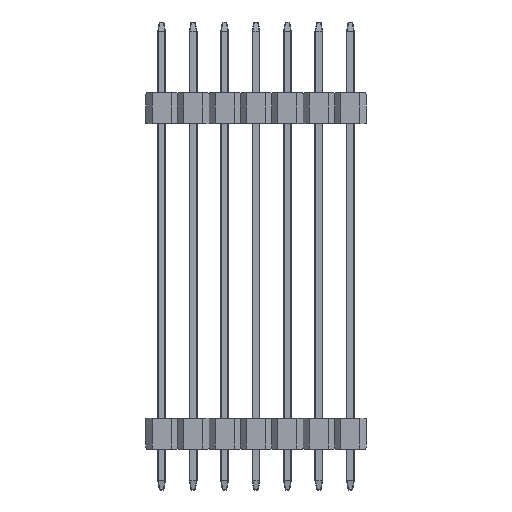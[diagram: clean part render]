
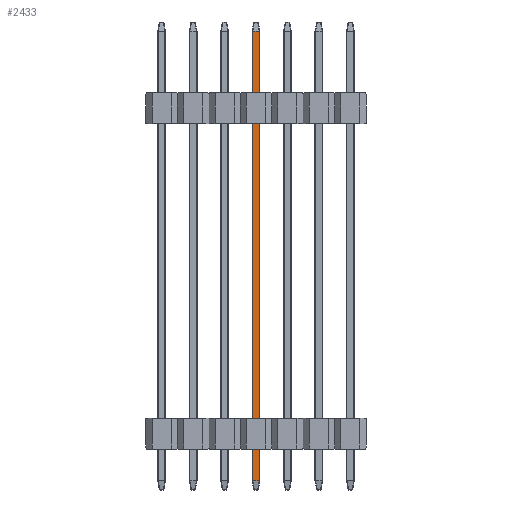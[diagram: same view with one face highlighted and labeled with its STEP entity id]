
A CAD part, front view. The second image highlights one B-rep face of the part: STEP entity #2433.
In plain terms, the highlighted planar face has unit normal (0, -1, 0).
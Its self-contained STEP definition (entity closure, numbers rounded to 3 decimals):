
#293=FACE_OUTER_BOUND('',#421,.T.);
#421=EDGE_LOOP('',(#1783,#1784,#1785,#1786,#1787,#1788,#1789,#1790));
#525=LINE('',#3474,#837);
#532=LINE('',#3488,#844);
#543=LINE('',#3513,#855);
#551=LINE('',#3528,#863);
#579=LINE('',#3581,#891);
#610=LINE('',#3638,#922);
#613=LINE('',#3644,#925);
#614=LINE('',#3645,#926);
#837=VECTOR('',#2811,10.);
#844=VECTOR('',#2822,10.);
#855=VECTOR('',#2839,10.);
#863=VECTOR('',#2851,10.);
#891=VECTOR('',#2899,10.);
#922=VECTOR('',#2950,10.);
#925=VECTOR('',#2959,10.);
#926=VECTOR('',#2960,10.);
#1149=VERTEX_POINT('',#3471);
#1150=VERTEX_POINT('',#3473);
#1155=VERTEX_POINT('',#3486);
#1165=VERTEX_POINT('',#3510);
#1166=VERTEX_POINT('',#3512);
#1170=VERTEX_POINT('',#3523);
#1186=VERTEX_POINT('',#3579);
#1201=VERTEX_POINT('',#3633);
#1341=EDGE_CURVE('',#1149,#1150,#525,.T.);
#1348=EDGE_CURVE('',#1155,#1149,#532,.T.);
#1359=EDGE_CURVE('',#1165,#1166,#543,.T.);
#1367=EDGE_CURVE('',#1166,#1170,#551,.T.);
#1395=EDGE_CURVE('',#1186,#1165,#579,.T.);
#1426=EDGE_CURVE('',#1150,#1201,#610,.T.);
#1429=EDGE_CURVE('',#1201,#1186,#613,.T.);
#1430=EDGE_CURVE('',#1170,#1155,#614,.T.);
#1783=ORIENTED_EDGE('',*,*,#1367,.F.);
#1784=ORIENTED_EDGE('',*,*,#1359,.F.);
#1785=ORIENTED_EDGE('',*,*,#1395,.F.);
#1786=ORIENTED_EDGE('',*,*,#1429,.F.);
#1787=ORIENTED_EDGE('',*,*,#1426,.F.);
#1788=ORIENTED_EDGE('',*,*,#1341,.F.);
#1789=ORIENTED_EDGE('',*,*,#1348,.F.);
#1790=ORIENTED_EDGE('',*,*,#1430,.F.);
#2305=PLANE('',#2660);
#2433=ADVANCED_FACE('',(#293),#2305,.T.);
#2660=AXIS2_PLACEMENT_3D('',#3643,#2957,#2958);
#2811=DIRECTION('',(0.,0.,-1.));
#2822=DIRECTION('',(0.371,0.,-0.928));
#2839=DIRECTION('',(0.,0.,1.));
#2851=DIRECTION('',(0.371,0.,0.928));
#2899=DIRECTION('',(-0.371,0.,0.928));
#2950=DIRECTION('',(-0.371,0.,-0.928));
#2957=DIRECTION('center_axis',(0.,-1.,0.));
#2958=DIRECTION('ref_axis',(1.,0.,0.));
#2959=DIRECTION('',(-1.,0.,0.));
#2960=DIRECTION('',(1.,0.,0.));
#3471=CARTESIAN_POINT('',(0.27,-0.32,33.748));
#3473=CARTESIAN_POINT('',(0.27,-0.32,-2.548));
#3474=CARTESIAN_POINT('',(0.27,-0.32,0.));
#3486=CARTESIAN_POINT('',(0.269,-0.32,33.75));
#3488=CARTESIAN_POINT('',(5.973,-0.32,19.491));
#3510=CARTESIAN_POINT('',(-0.27,-0.32,-2.548));
#3512=CARTESIAN_POINT('',(-0.27,-0.32,33.748));
#3513=CARTESIAN_POINT('',(-0.27,-0.32,0.));
#3523=CARTESIAN_POINT('',(-0.269,-0.32,33.75));
#3528=CARTESIAN_POINT('',(-6.017,-0.32,19.381));
#3579=CARTESIAN_POINT('',(-0.269,-0.32,-2.55));
#3581=CARTESIAN_POINT('',(-0.637,-0.32,-1.629));
#3633=CARTESIAN_POINT('',(0.269,-0.32,-2.55));
#3638=CARTESIAN_POINT('',(0.593,-0.32,-1.739));
#3643=CARTESIAN_POINT('Origin',(-0.32,-0.32,0.));
#3644=CARTESIAN_POINT('',(-0.16,-0.32,-2.55));
#3645=CARTESIAN_POINT('',(-0.16,-0.32,33.75));
